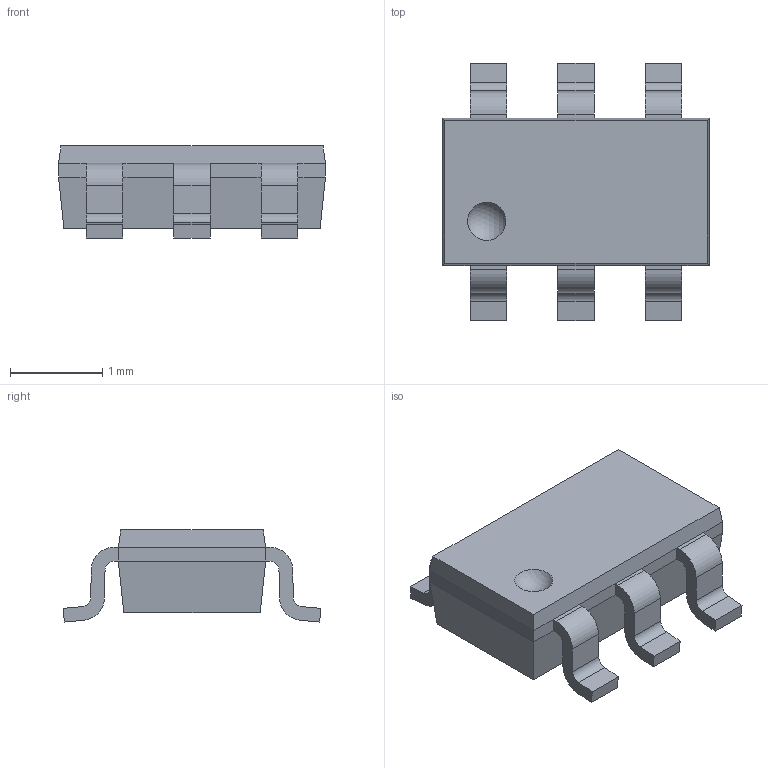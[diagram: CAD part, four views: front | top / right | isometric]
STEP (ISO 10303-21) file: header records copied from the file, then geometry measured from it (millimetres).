
FILE_DESCRIPTION (( 'STEP AP214' ), '1' );
FILE_NAME ('TSOT23-6.STEP', '2013-08-05T16:13:22', ( 'Ryan Rutledge' ), ( 'Pacific Bioscience Laboratories, Inc.' ), 'SwSTEP 2.0', 'SolidWorks 2013', '' );
FILE_SCHEMA (( 'AUTOMOTIVE_DESIGN' ));
Length unit declared in the file: millimetre
Products named in the file (1): TSOT23-6
Bounding box: 2.9 x 2.8 x 1 mm (x, y, z)
Volume: 4.4 mm3; surface area: 23.7 mm2
Topology: 1 solids, 1 shells, 99 faces, 257 edges, 161 vertices
Faces by surface type: plane 74, cylinder 24, sphere 1
Entity records: 3237 total; most frequent: CARTESIAN_POINT 518, ORIENTED_EDGE 514, DIRECTION 506, EDGE_CURVE 257, VECTOR 208, LINE 208, VERTEX_POINT 161, AXIS2_PLACEMENT_3D 149
